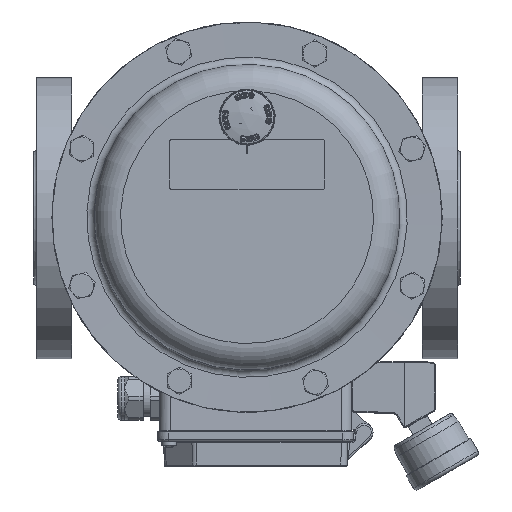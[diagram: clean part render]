
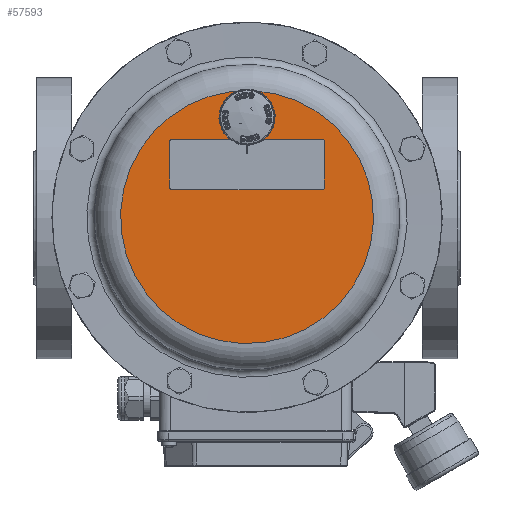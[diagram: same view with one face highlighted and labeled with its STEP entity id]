
A CAD part, top view. The second image highlights one B-rep face of the part: STEP entity #57593.
In plain terms, the highlighted planar face has unit normal (0, 0, 1).
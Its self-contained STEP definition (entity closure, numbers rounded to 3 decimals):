
#6734=LINE('',#115121,#9983);
#6738=LINE('',#115130,#9987);
#6741=LINE('',#115138,#9990);
#6744=LINE('',#115146,#9993);
#9983=VECTOR('',#74010,1000.);
#9987=VECTOR('',#74020,1000.);
#9990=VECTOR('',#74029,1000.);
#9993=VECTOR('',#74038,1000.);
#11145=FACE_BOUND('',#16816,.T.);
#11146=FACE_BOUND('',#16817,.T.);
#13409=FACE_OUTER_BOUND('',#16815,.T.);
#16815=EDGE_LOOP('',(#45712));
#16816=EDGE_LOOP('',(#45713,#45714,#45715,#45716,#45717,#45718,#45719,#45720));
#16817=EDGE_LOOP('',(#45721,#45722));
#19438=CIRCLE('',#61726,10.35);
#19508=CIRCLE('',#61823,69.65);
#19761=CIRCLE('',#62384,1.);
#19762=CIRCLE('',#62387,1.);
#19763=CIRCLE('',#62390,1.);
#19764=CIRCLE('',#62393,1.);
#19765=CIRCLE('',#62443,10.35);
#23777=VERTEX_POINT('',#111775);
#23778=VERTEX_POINT('',#111776);
#23864=VERTEX_POINT('',#112360);
#24346=VERTEX_POINT('',#115119);
#24347=VERTEX_POINT('',#115120);
#24348=VERTEX_POINT('',#115125);
#24349=VERTEX_POINT('',#115129);
#24350=VERTEX_POINT('',#115133);
#24351=VERTEX_POINT('',#115137);
#24352=VERTEX_POINT('',#115141);
#24353=VERTEX_POINT('',#115145);
#30730=EDGE_CURVE('',#23777,#23778,#19438,.T.);
#30847=EDGE_CURVE('',#23864,#23864,#19508,.T.);
#31621=EDGE_CURVE('',#24346,#24347,#6734,.T.);
#31624=EDGE_CURVE('',#24347,#24348,#19761,.T.);
#31626=EDGE_CURVE('',#24348,#24349,#6738,.T.);
#31628=EDGE_CURVE('',#24349,#24350,#19762,.T.);
#31630=EDGE_CURVE('',#24350,#24351,#6741,.T.);
#31632=EDGE_CURVE('',#24351,#24352,#19763,.T.);
#31634=EDGE_CURVE('',#24352,#24353,#6744,.T.);
#31636=EDGE_CURVE('',#24353,#24346,#19764,.T.);
#31709=EDGE_CURVE('',#23778,#23777,#19765,.T.);
#45712=ORIENTED_EDGE('',*,*,#30847,.F.);
#45713=ORIENTED_EDGE('',*,*,#31636,.F.);
#45714=ORIENTED_EDGE('',*,*,#31634,.F.);
#45715=ORIENTED_EDGE('',*,*,#31632,.F.);
#45716=ORIENTED_EDGE('',*,*,#31630,.F.);
#45717=ORIENTED_EDGE('',*,*,#31628,.F.);
#45718=ORIENTED_EDGE('',*,*,#31626,.F.);
#45719=ORIENTED_EDGE('',*,*,#31624,.F.);
#45720=ORIENTED_EDGE('',*,*,#31621,.F.);
#45721=ORIENTED_EDGE('',*,*,#31709,.T.);
#45722=ORIENTED_EDGE('',*,*,#30730,.T.);
#51832=PLANE('',#62442);
#57593=ADVANCED_FACE('',(#13409,#11145,#11146),#51832,.F.);
#61726=AXIS2_PLACEMENT_3D('',#111777,#72453,#72454);
#61823=AXIS2_PLACEMENT_3D('',#112362,#72673,#72674);
#62384=AXIS2_PLACEMENT_3D('',#115126,#74015,#74016);
#62387=AXIS2_PLACEMENT_3D('',#115134,#74024,#74025);
#62390=AXIS2_PLACEMENT_3D('',#115142,#74033,#74034);
#62393=AXIS2_PLACEMENT_3D('',#115149,#74042,#74043);
#62442=AXIS2_PLACEMENT_3D('',#115294,#74212,#74213);
#62443=AXIS2_PLACEMENT_3D('',#115295,#74214,#74215);
#72453=DIRECTION('center_axis',(0.,0.,
-1.));
#72454=DIRECTION('ref_axis',(-0.924,0.383,0.));
#72673=DIRECTION('center_axis',(0.,0.,
-1.));
#72674=DIRECTION('ref_axis',(-0.924,0.383,0.));
#74010=DIRECTION('',(0.,1.,0.));
#74015=DIRECTION('center_axis',(0.,0.,
1.));
#74016=DIRECTION('ref_axis',(0.,-1.,0.));
#74020=DIRECTION('',(-1.,0.,0.));
#74024=DIRECTION('center_axis',(0.,0.,
1.));
#74025=DIRECTION('ref_axis',(0.,-1.,0.));
#74029=DIRECTION('',(0.,-1.,0.));
#74033=DIRECTION('center_axis',(0.,0.,
1.));
#74034=DIRECTION('ref_axis',(0.,-1.,0.));
#74038=DIRECTION('',(1.,0.,0.));
#74042=DIRECTION('center_axis',(0.,0.,
1.));
#74043=DIRECTION('ref_axis',(0.,-1.,0.));
#74212=DIRECTION('center_axis',(0.,0.,
-1.));
#74213=DIRECTION('ref_axis',(-0.924,0.383,0.));
#74214=DIRECTION('center_axis',(0.,0.,
-1.));
#74215=DIRECTION('ref_axis',(-0.924,0.383,0.));
#111775=CARTESIAN_POINT('',(0.,65.35,301.));
#111776=CARTESIAN_POINT('',(0.,44.65,301.));
#111777=CARTESIAN_POINT('Origin',(0.,55.,
301.));
#112360=CARTESIAN_POINT('',(64.348,-26.654,301.));
#112362=CARTESIAN_POINT('Origin',(0.,0.,
301.));
#115119=CARTESIAN_POINT('',(42.5,16.,301.));
#115120=CARTESIAN_POINT('',(42.5,42.,301.));
#115121=CARTESIAN_POINT('',(42.5,16.,301.));
#115125=CARTESIAN_POINT('',(41.5,43.,301.));
#115126=CARTESIAN_POINT('Origin',(41.5,42.,301.));
#115129=CARTESIAN_POINT('',(-41.5,43.,301.));
#115130=CARTESIAN_POINT('',(41.5,43.,301.));
#115133=CARTESIAN_POINT('',(-42.5,42.,301.));
#115134=CARTESIAN_POINT('Origin',(-41.5,42.,301.));
#115137=CARTESIAN_POINT('',(-42.5,16.,301.));
#115138=CARTESIAN_POINT('',(-42.5,16.,301.));
#115141=CARTESIAN_POINT('',(-41.5,15.,301.));
#115142=CARTESIAN_POINT('Origin',(-41.5,16.,301.));
#115145=CARTESIAN_POINT('',(41.5,15.,301.));
#115146=CARTESIAN_POINT('',(41.5,15.,301.));
#115149=CARTESIAN_POINT('Origin',(41.5,16.,301.));
#115294=CARTESIAN_POINT('Origin',(0.,0.,
301.));
#115295=CARTESIAN_POINT('Origin',(0.,55.,
301.));
